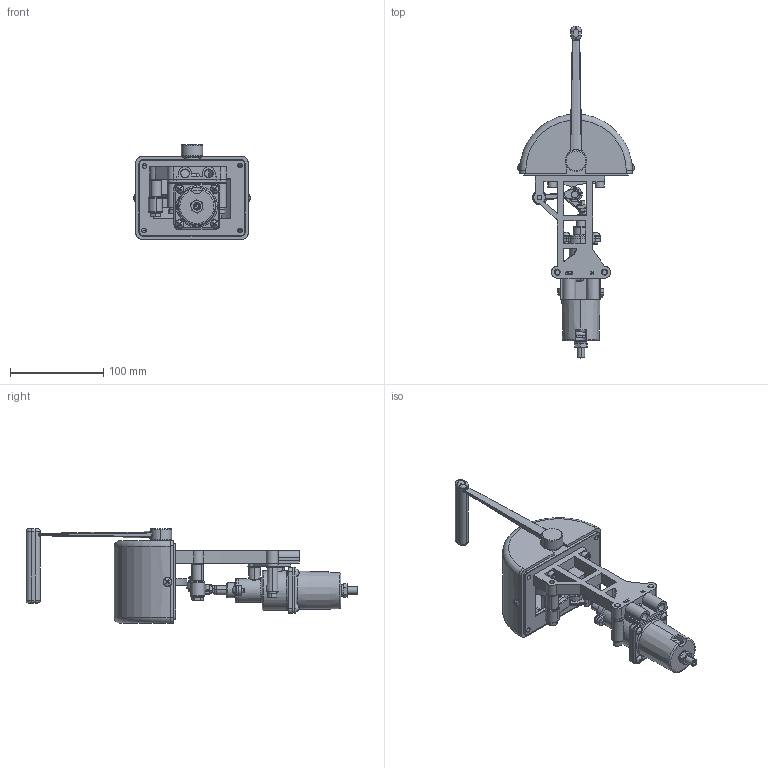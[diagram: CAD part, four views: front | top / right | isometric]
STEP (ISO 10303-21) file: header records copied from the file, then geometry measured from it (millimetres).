
FILE_DESCRIPTION (( 'STEP AP214' ), '1' );
FILE_NAME ('2542-ADXX.STEP', '2022-07-18T18:46:35', ( '' ), ( '' ), 'SwSTEP 2.0', 'SolidWorks 2021', '' );
FILE_SCHEMA (( 'AUTOMOTIVE_DESIGN' ));
Length unit declared in the file: inch
Products named in the file (1): 2542-ADXX
Bounding box: 124.97 x 356.29 x 101.35 mm (x, y, z)
Surface area: 162488.8 mm2 (no closed solid volume)
Topology: 0 solids, 60 shells, 793 faces, 2521 edges, 1734 vertices
Faces by surface type: plane 298, cylinder 222, cone 113, torus 88, bspline 71, sphere 1
Entity records: 49470 total; most frequent: CARTESIAN_POINT 17852, DIRECTION 4397, ORIENTED_EDGE 4085, EDGE_CURVE 2513, VERTEX_POINT 1734, AXIS2_PLACEMENT_3D 1656, LINE 1085, VECTOR 1085
